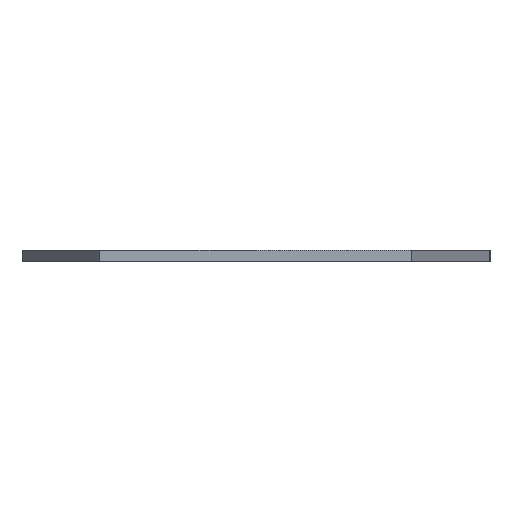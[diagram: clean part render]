
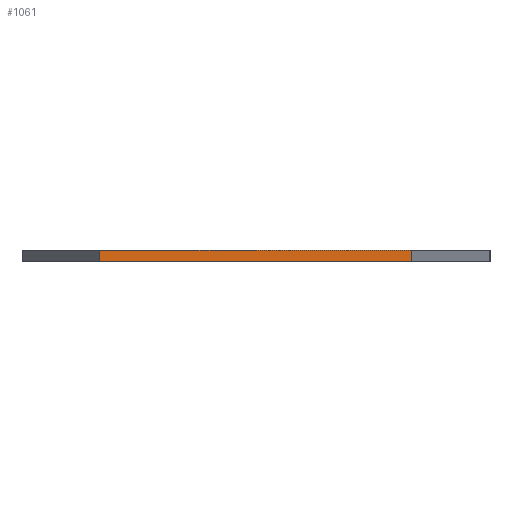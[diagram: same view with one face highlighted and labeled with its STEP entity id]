
A CAD part, left-side view. The second image highlights one B-rep face of the part: STEP entity #1061.
In plain terms, the highlighted planar face has unit normal (-1, 0, 0).
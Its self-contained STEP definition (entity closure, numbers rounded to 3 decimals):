
#83 = VERTEX_POINT ( 'NONE', #289 ) ;
#149 = DIRECTION ( 'NONE',  ( 0., 0., 1. ) ) ;
#183 = ORIENTED_EDGE ( 'NONE', *, *, #3152, .F. ) ;
#234 = EDGE_CURVE ( 'NONE', #1768, #459, #1628, .T. ) ;
#281 = PLANE ( 'NONE',  #2764 ) ;
#289 = CARTESIAN_POINT ( 'NONE',  ( -105., 40., 3. ) ) ;
#399 = CARTESIAN_POINT ( 'NONE',  ( -105., -40., 0. ) ) ;
#459 = VERTEX_POINT ( 'NONE', #2195 ) ;
#558 = DIRECTION ( 'NONE',  ( 1., 0., 0. ) ) ;
#595 = DIRECTION ( 'NONE',  ( 0., -1., 0. ) ) ;
#875 = CARTESIAN_POINT ( 'NONE',  ( -105., -40., 0. ) ) ;
#877 = CARTESIAN_POINT ( 'NONE',  ( -105., 40., 0. ) ) ;
#1061 = ADVANCED_FACE ( 'NONE', ( #2562 ), #281, .F. ) ;
#1112 = VECTOR ( 'NONE', #2752, 1000. ) ;
#1226 = DIRECTION ( 'NONE',  ( 0., 0., -1. ) ) ;
#1394 = EDGE_CURVE ( 'NONE', #2858, #83, #1546, .T. ) ;
#1546 = LINE ( 'NONE', #877, #2908 ) ;
#1612 = DIRECTION ( 'NONE',  ( 0., 0., 1. ) ) ;
#1613 = ORIENTED_EDGE ( 'NONE', *, *, #1394, .F. ) ;
#1628 = LINE ( 'NONE', #875, #2006 ) ;
#1681 = CARTESIAN_POINT ( 'NONE',  ( -105., 40., 0. ) ) ;
#1768 = VERTEX_POINT ( 'NONE', #399 ) ;
#1838 = ORIENTED_EDGE ( 'NONE', *, *, #234, .T. ) ;
#2006 = VECTOR ( 'NONE', #1612, 1000. ) ;
#2195 = CARTESIAN_POINT ( 'NONE',  ( -105., -40., 3. ) ) ;
#2226 = CARTESIAN_POINT ( 'NONE',  ( -105., 60., 3. ) ) ;
#2260 = CARTESIAN_POINT ( 'NONE',  ( -105., 60., 0. ) ) ;
#2261 = EDGE_CURVE ( 'NONE', #2858, #1768, #3144, .T. ) ;
#2445 = VECTOR ( 'NONE', #595, 1000. ) ;
#2525 = LINE ( 'NONE', #2774, #2445 ) ;
#2560 = EDGE_LOOP ( 'NONE', ( #2716, #1838, #183, #1613 ) ) ;
#2562 = FACE_OUTER_BOUND ( 'NONE', #2560, .T. ) ;
#2716 = ORIENTED_EDGE ( 'NONE', *, *, #2261, .T. ) ;
#2752 = DIRECTION ( 'NONE',  ( 0., -1., 0. ) ) ;
#2764 = AXIS2_PLACEMENT_3D ( 'NONE', #2226, #558, #1226 ) ;
#2774 = CARTESIAN_POINT ( 'NONE',  ( -105., 60., 3. ) ) ;
#2858 = VERTEX_POINT ( 'NONE', #1681 ) ;
#2908 = VECTOR ( 'NONE', #149, 1000. ) ;
#3144 = LINE ( 'NONE', #2260, #1112 ) ;
#3152 = EDGE_CURVE ( 'NONE', #83, #459, #2525, .T. ) ;
